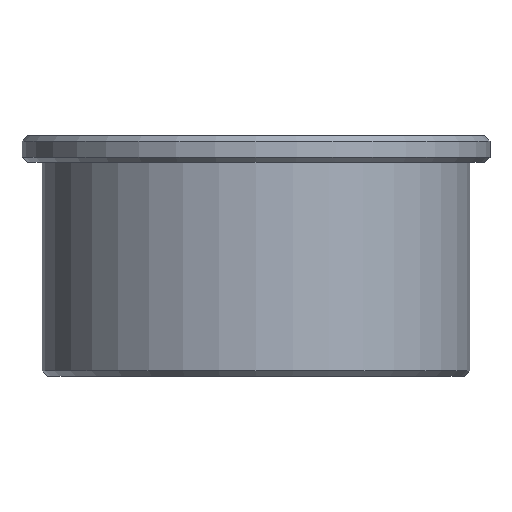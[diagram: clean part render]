
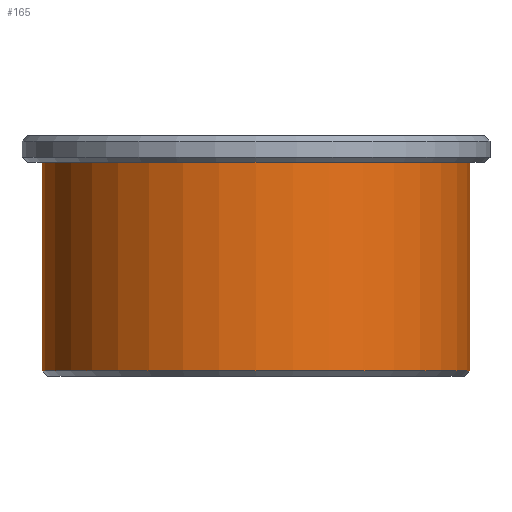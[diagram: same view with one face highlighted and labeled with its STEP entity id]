
A CAD part, front view. The second image highlights one B-rep face of the part: STEP entity #165.
In plain terms, the highlighted cylindrical face has radius 80 mm (diameter 160 mm), a full revolution.
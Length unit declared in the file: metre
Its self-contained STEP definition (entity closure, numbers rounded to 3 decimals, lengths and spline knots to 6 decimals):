
#165=ADVANCED_FACE('',(#204,#205),#206,.T.);
#204=FACE_OUTER_BOUND('',#3873,.T.);
#205=FACE_OUTER_BOUND('',#3874,.T.);
#206=CYLINDRICAL_SURFACE('',#3875,0.08);
#3873=EDGE_LOOP('',(#7577));
#3874=EDGE_LOOP('',(#7578));
#3875=AXIS2_PLACEMENT_3D('',#7579,#7580,#7581);
#7577=ORIENTED_EDGE('',*,*,#7617,.T.);
#7578=ORIENTED_EDGE('',*,*,#7616,.F.);
#7579=CARTESIAN_POINT('',(0.0,0.0,0.0));
#7580=DIRECTION('',(0.0,0.,-1.0));
#7581=DIRECTION('',(0.0,1.0,0.));
#7616=EDGE_CURVE('',#7655,#7655,#7656,.T.);
#7617=EDGE_CURVE('',#7657,#7657,#7658,.T.);
#7655=VERTEX_POINT('',#7825);
#7656=CIRCLE('',#7826,0.08);
#7657=VERTEX_POINT('',#7827);
#7658=CIRCLE('',#7828,0.08);
#7825=CARTESIAN_POINT('',(0.0,0.08,0.002));
#7826=AXIS2_PLACEMENT_3D('',#7871,#7872,#7873);
#7827=CARTESIAN_POINT('',(0.0,0.08,0.08));
#7828=AXIS2_PLACEMENT_3D('',#7874,#7875,#7876);
#7871=CARTESIAN_POINT('',(0.0,0.0,0.002));
#7872=DIRECTION('',(0.0,0.,-1.0));
#7873=DIRECTION('',(0.0,1.0,0.));
#7874=CARTESIAN_POINT('',(0.0,0.,0.08));
#7875=DIRECTION('',(0.0,0.,-1.0));
#7876=DIRECTION('',(0.0,1.0,0.));
